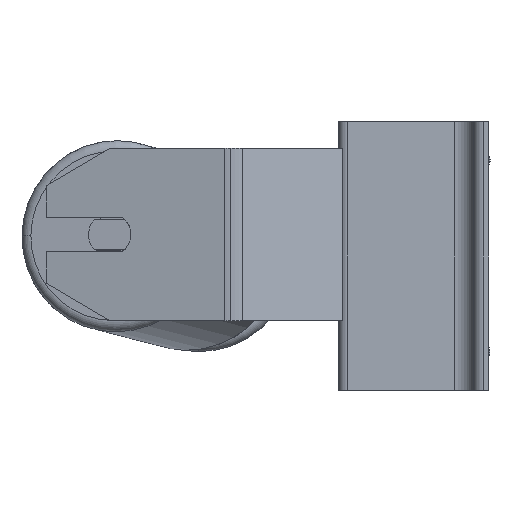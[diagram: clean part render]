
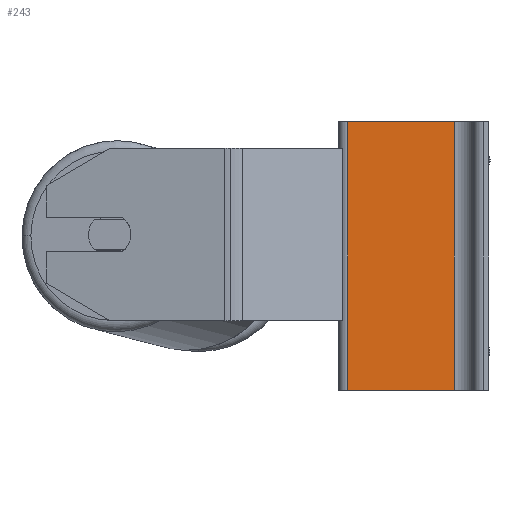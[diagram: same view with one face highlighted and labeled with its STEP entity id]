
A CAD part, left-side view. The second image highlights one B-rep face of the part: STEP entity #243.
In plain terms, the highlighted planar face has unit normal (-1, 0, 0).
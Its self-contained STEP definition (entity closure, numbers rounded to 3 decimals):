
#243 = ADVANCED_FACE ( 'NONE', ( #4440 ), #1068, .F. ) ;
#255 = DIRECTION ( 'NONE',  ( 1., 0., 0. ) ) ;
#373 = EDGE_CURVE ( 'NONE', #3875, #4382, #4700, .T. ) ;
#421 = DIRECTION ( 'NONE',  ( 0., 1., 0. ) ) ;
#556 = ORIENTED_EDGE ( 'NONE', *, *, #2502, .T. ) ;
#701 = DIRECTION ( 'NONE',  ( 0., 0., -1. ) ) ;
#1011 = CARTESIAN_POINT ( 'NONE',  ( -337., 13.5, -62.5 ) ) ;
#1068 = PLANE ( 'NONE',  #7085 ) ;
#1710 = VECTOR ( 'NONE', #6747, 1000. ) ;
#2502 = EDGE_CURVE ( 'NONE', #4382, #4135, #4079, .T. ) ;
#2870 = CARTESIAN_POINT ( 'NONE',  ( -337., -36., 62.5 ) ) ;
#2940 = CARTESIAN_POINT ( 'NONE',  ( -337., 13.5, 62.5 ) ) ;
#2941 = CARTESIAN_POINT ( 'NONE',  ( -337., 13.5, 62.5 ) ) ;
#2982 = ORIENTED_EDGE ( 'NONE', *, *, #8618, .F. ) ;
#3875 = VERTEX_POINT ( 'NONE', #2941 ) ;
#4079 = LINE ( 'NONE', #1011, #9015 ) ;
#4135 = VERTEX_POINT ( 'NONE', #6910 ) ;
#4382 = VERTEX_POINT ( 'NONE', #7972 ) ;
#4440 = FACE_OUTER_BOUND ( 'NONE', #9550, .T. ) ;
#4700 = LINE ( 'NONE', #10416, #10529 ) ;
#5847 = VECTOR ( 'NONE', #701, 1000. ) ;
#6747 = DIRECTION ( 'NONE',  ( 0., -1., 0. ) ) ;
#6910 = CARTESIAN_POINT ( 'NONE',  ( -337., -36., -62.5 ) ) ;
#7085 = AXIS2_PLACEMENT_3D ( 'NONE', #2940, #255, #421 ) ;
#7148 = LINE ( 'NONE', #9740, #5847 ) ;
#7383 = EDGE_CURVE ( 'NONE', #3875, #7494, #9171, .T. ) ;
#7494 = VERTEX_POINT ( 'NONE', #2870 ) ;
#7517 = DIRECTION ( 'NONE',  ( 0., -1., 0. ) ) ;
#7667 = CARTESIAN_POINT ( 'NONE',  ( -337., 13.5, 62.5 ) ) ;
#7972 = CARTESIAN_POINT ( 'NONE',  ( -337., 13.5, -62.5 ) ) ;
#8618 = EDGE_CURVE ( 'NONE', #7494, #4135, #7148, .T. ) ;
#9015 = VECTOR ( 'NONE', #7517, 1000. ) ;
#9171 = LINE ( 'NONE', #7667, #1710 ) ;
#9550 = EDGE_LOOP ( 'NONE', ( #556, #2982, #10064, #9795 ) ) ;
#9601 = DIRECTION ( 'NONE',  ( 0., 0., -1. ) ) ;
#9740 = CARTESIAN_POINT ( 'NONE',  ( -337., -36., 62.5 ) ) ;
#9795 = ORIENTED_EDGE ( 'NONE', *, *, #373, .T. ) ;
#10064 = ORIENTED_EDGE ( 'NONE', *, *, #7383, .F. ) ;
#10416 = CARTESIAN_POINT ( 'NONE',  ( -337., 13.5, 62.5 ) ) ;
#10529 = VECTOR ( 'NONE', #9601, 1000. ) ;
